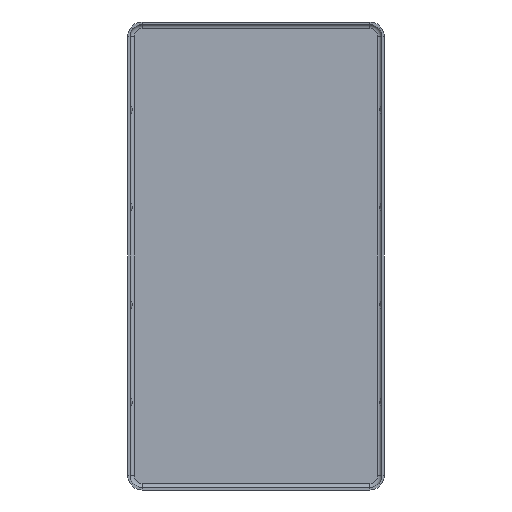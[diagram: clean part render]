
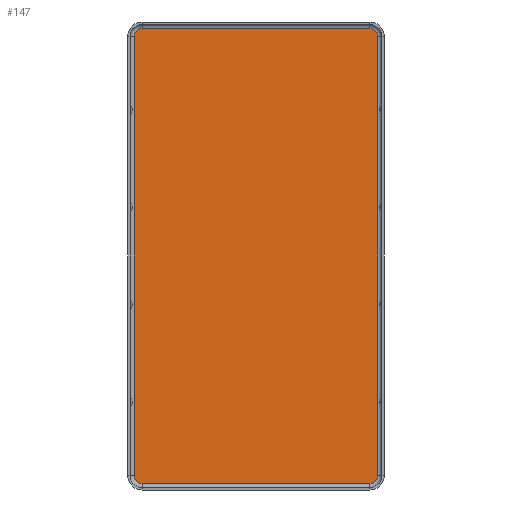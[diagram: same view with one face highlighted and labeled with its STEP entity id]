
A CAD part, front view. The second image highlights one B-rep face of the part: STEP entity #147.
In plain terms, the highlighted planar face has unit normal (0, -1, 0).
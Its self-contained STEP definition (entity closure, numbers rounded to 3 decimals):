
#11 = LINE ( 'NONE', #1157, #604 ) ;
#18 = CARTESIAN_POINT ( 'NONE',  ( 15., 0., 0. ) ) ;
#28 = CARTESIAN_POINT ( 'NONE',  ( 14., 0., -28. ) ) ;
#64 = ORIENTED_EDGE ( 'NONE', *, *, #351, .T. ) ;
#117 = ORIENTED_EDGE ( 'NONE', *, *, #118, .T. ) ;
#118 = EDGE_CURVE ( 'NONE', #914, #1109, #387, .T. ) ;
#147 = ADVANCED_FACE ( 'NONE', ( #1843 ), #1242, .T. ) ;
#194 = DIRECTION ( 'NONE',  ( 0., 1., 0. ) ) ;
#197 = DIRECTION ( 'NONE',  ( -1., 0., 0. ) ) ;
#203 = EDGE_CURVE ( 'NONE', #367, #662, #342, .T. ) ;
#212 = DIRECTION ( 'NONE',  ( 0., -1., 0. ) ) ;
#220 = CARTESIAN_POINT ( 'NONE',  ( -14., 0., 27. ) ) ;
#280 = CARTESIAN_POINT ( 'NONE',  ( -14., 0., -28. ) ) ;
#342 = LINE ( 'NONE', #18, #1823 ) ;
#351 = EDGE_CURVE ( 'NONE', #1083, #1332, #11, .T. ) ;
#355 = DIRECTION ( 'NONE',  ( 0., 0., -1. ) ) ;
#367 = VERTEX_POINT ( 'NONE', #1833 ) ;
#385 = EDGE_CURVE ( 'NONE', #1332, #1696, #861, .T. ) ;
#387 = LINE ( 'NONE', #1224, #1611 ) ;
#395 = AXIS2_PLACEMENT_3D ( 'NONE', #1808, #212, #1648 ) ;
#397 = AXIS2_PLACEMENT_3D ( 'NONE', #220, #194, #1466 ) ;
#441 = ORIENTED_EDGE ( 'NONE', *, *, #385, .T. ) ;
#504 = DIRECTION ( 'NONE',  ( 0., -1., 0. ) ) ;
#588 = EDGE_CURVE ( 'NONE', #1083, #1109, #952, .T. ) ;
#604 = VECTOR ( 'NONE', #1971, 1000. ) ;
#605 = DIRECTION ( 'NONE',  ( 0., -1., 0. ) ) ;
#648 = CARTESIAN_POINT ( 'NONE',  ( -15., 0., -27. ) ) ;
#662 = VERTEX_POINT ( 'NONE', #1869 ) ;
#856 = CARTESIAN_POINT ( 'NONE',  ( 14., 0., 28. ) ) ;
#859 = LINE ( 'NONE', #1993, #1054 ) ;
#861 = CIRCLE ( 'NONE', #395, 1. ) ;
#888 = DIRECTION ( 'NONE',  ( -1., 0., 0. ) ) ;
#914 = VERTEX_POINT ( 'NONE', #856 ) ;
#940 = EDGE_CURVE ( 'NONE', #1918, #1696, #859, .T. ) ;
#941 = AXIS2_PLACEMENT_3D ( 'NONE', #1618, #504, #1112 ) ;
#952 = CIRCLE ( 'NONE', #397, 1. ) ;
#1054 = VECTOR ( 'NONE', #888, 1000. ) ;
#1083 = VERTEX_POINT ( 'NONE', #1541 ) ;
#1109 = VERTEX_POINT ( 'NONE', #1871 ) ;
#1112 = DIRECTION ( 'NONE',  ( 0., 0., -1. ) ) ;
#1157 = CARTESIAN_POINT ( 'NONE',  ( -15., 0., 0. ) ) ;
#1163 = ORIENTED_EDGE ( 'NONE', *, *, #940, .F. ) ;
#1181 = ORIENTED_EDGE ( 'NONE', *, *, #588, .F. ) ;
#1224 = CARTESIAN_POINT ( 'NONE',  ( 14., 0., 28. ) ) ;
#1242 = PLANE ( 'NONE',  #1615 ) ;
#1264 = CARTESIAN_POINT ( 'NONE',  ( 14., 0., -27. ) ) ;
#1280 = ORIENTED_EDGE ( 'NONE', *, *, #203, .F. ) ;
#1312 = DIRECTION ( 'NONE',  ( 0., 1., 0. ) ) ;
#1332 = VERTEX_POINT ( 'NONE', #648 ) ;
#1370 = EDGE_CURVE ( 'NONE', #662, #1918, #1891, .T. ) ;
#1408 = EDGE_LOOP ( 'NONE', ( #1163, #1641, #1280, #1765, #117, #1181, #64, #441 ) ) ;
#1466 = DIRECTION ( 'NONE',  ( 0., 0., -1. ) ) ;
#1494 = CIRCLE ( 'NONE', #941, 1. ) ;
#1541 = CARTESIAN_POINT ( 'NONE',  ( -15., 0., 27. ) ) ;
#1562 = AXIS2_PLACEMENT_3D ( 'NONE', #1795, #1312, #1810 ) ;
#1611 = VECTOR ( 'NONE', #197, 1000. ) ;
#1615 = AXIS2_PLACEMENT_3D ( 'NONE', #1264, #605, #2073 ) ;
#1618 = CARTESIAN_POINT ( 'NONE',  ( 14., 0., 27. ) ) ;
#1641 = ORIENTED_EDGE ( 'NONE', *, *, #1370, .F. ) ;
#1648 = DIRECTION ( 'NONE',  ( 0., 0., 1. ) ) ;
#1696 = VERTEX_POINT ( 'NONE', #280 ) ;
#1765 = ORIENTED_EDGE ( 'NONE', *, *, #1814, .T. ) ;
#1795 = CARTESIAN_POINT ( 'NONE',  ( 14., 0., -27. ) ) ;
#1808 = CARTESIAN_POINT ( 'NONE',  ( -14., 0., -27. ) ) ;
#1810 = DIRECTION ( 'NONE',  ( 0., 0., 1. ) ) ;
#1814 = EDGE_CURVE ( 'NONE', #367, #914, #1494, .T. ) ;
#1823 = VECTOR ( 'NONE', #355, 1000. ) ;
#1833 = CARTESIAN_POINT ( 'NONE',  ( 15., 0., 27. ) ) ;
#1843 = FACE_OUTER_BOUND ( 'NONE', #1408, .T. ) ;
#1869 = CARTESIAN_POINT ( 'NONE',  ( 15., 0., -27. ) ) ;
#1871 = CARTESIAN_POINT ( 'NONE',  ( -14., 0., 28. ) ) ;
#1891 = CIRCLE ( 'NONE', #1562, 1. ) ;
#1918 = VERTEX_POINT ( 'NONE', #28 ) ;
#1971 = DIRECTION ( 'NONE',  ( 0., 0., -1. ) ) ;
#1993 = CARTESIAN_POINT ( 'NONE',  ( 14., 0., -28. ) ) ;
#2073 = DIRECTION ( 'NONE',  ( 0., 0., -1. ) ) ;
